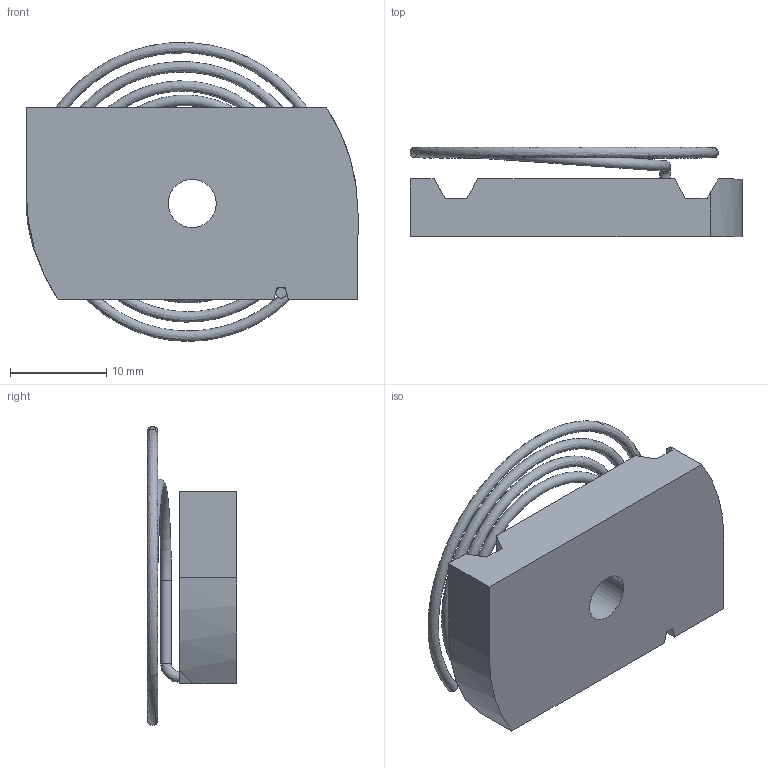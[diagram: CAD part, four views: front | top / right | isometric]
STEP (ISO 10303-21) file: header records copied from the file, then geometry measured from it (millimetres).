
FILE_DESCRIPTION (( 'STEP AP214' ), '1' );
FILE_NAME ('1147306.stp', '2023-02-22T08:54:10', ( '' ), ( '' ), 'SwSTEP 2.0', 'SolidWorks 2022', '' );
FILE_SCHEMA (( 'AUTOMOTIVE_DESIGN' ));
Length unit declared in the file: millimetre
Products named in the file (3): 164772_Gewinde A4 M6; 1147306; 164793_M6
Assembly tree (2 placements, depth 2):
  1147306
    164772_Gewinde A4 M6
    164793_M6
Bounding box: 34.53 x 9.3 x 31.08 mm (x, y, z)
Volume: 3889.8 mm3; surface area: 3130.7 mm2
Topology: 3 solids, 3 shells, 30 faces, 71 edges, 47 vertices
Faces by surface type: plane 22, cylinder 5, torus 2, bspline 1
Full cylindrical faces by diameter (mm): 1.1 x2, 5 x1
Entity records: 2055 total; most frequent: CARTESIAN_POINT 1277, DIRECTION 140, ORIENTED_EDGE 126, EDGE_CURVE 63, VECTOR 48, LINE 48, AXIS2_PLACEMENT_3D 46, VERTEX_POINT 45
